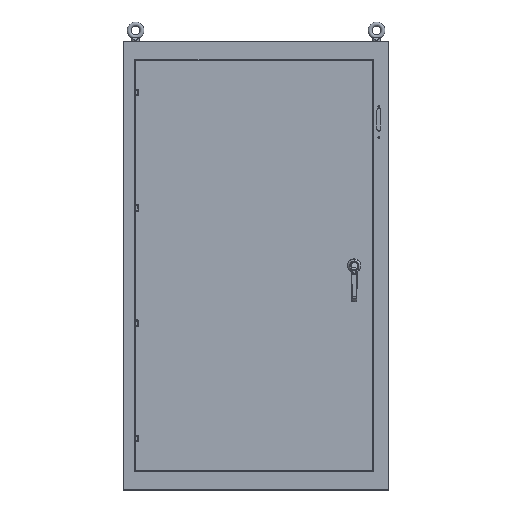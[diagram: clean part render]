
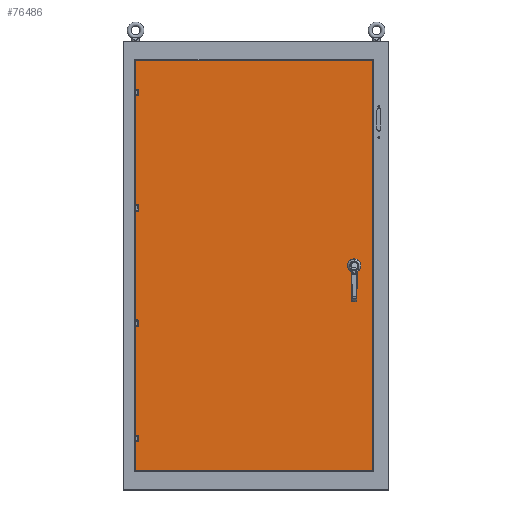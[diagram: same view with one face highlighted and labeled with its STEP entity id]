
A CAD part, top view. The second image highlights one B-rep face of the part: STEP entity #76486.
In plain terms, the highlighted planar face has unit normal (0, 0, 1).
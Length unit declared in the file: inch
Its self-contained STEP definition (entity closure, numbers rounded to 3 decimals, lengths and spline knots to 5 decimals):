
#3642 = ORIENTED_EDGE ( 'NONE', *, *, #181344, .T. ) ;
#4698 = VERTEX_POINT ( 'NONE', #179592 ) ;
#12668 = LINE ( 'NONE', #157136, #28286 ) ;
#12904 = VECTOR ( 'NONE', #159017, 39.37008 ) ;
#15285 = FACE_OUTER_BOUND ( 'NONE', #96173, .T. ) ;
#16522 = ORIENTED_EDGE ( 'NONE', *, *, #27116, .T. ) ;
#19920 = ORIENTED_EDGE ( 'NONE', *, *, #181376, .T. ) ;
#27116 = EDGE_CURVE ( 'NONE', #4698, #44599, #47355, .T. ) ;
#28141 = ORIENTED_EDGE ( 'NONE', *, *, #122028, .T. ) ;
#28286 = VECTOR ( 'NONE', #71374, 39.37008 ) ;
#43513 = EDGE_CURVE ( 'NONE', #168101, #45062, #85400, .T. ) ;
#44599 = VERTEX_POINT ( 'NONE', #175426 ) ;
#45062 = VERTEX_POINT ( 'NONE', #162287 ) ;
#46082 = DIRECTION ( 'NONE',  ( 0., 0., -1. ) ) ;
#46421 = CARTESIAN_POINT ( 'NONE',  ( -0.2812, 31.15, 10.058 ) ) ;
#47355 = LINE ( 'NONE', #46421, #135299 ) ;
#53805 = CARTESIAN_POINT ( 'NONE',  ( 14.90384, 0., 10.058 ) ) ;
#61734 = AXIS2_PLACEMENT_3D ( 'NONE', #53805, #157854, #84659 ) ;
#67889 = CIRCLE ( 'NONE', #61734, 0.43307 ) ;
#71374 = DIRECTION ( 'NONE',  ( 0., -1., 0. ) ) ;
#76486 = ADVANCED_FACE ( 'NONE', ( #133724, #15285 ), #92286, .F. ) ;
#84659 = DIRECTION ( 'NONE',  ( -1., 0., 0. ) ) ;
#85400 = LINE ( 'NONE', #100794, #155960 ) ;
#92286 = PLANE ( 'NONE',  #180575 ) ;
#96173 = EDGE_LOOP ( 'NONE', ( #19920, #152249, #3642, #16522 ) ) ;
#100282 = CARTESIAN_POINT ( 'NONE',  ( 17.7125, 0., 10.058 ) ) ;
#100794 = CARTESIAN_POINT ( 'NONE',  ( -0.2812, -31.15, 10.058 ) ) ;
#107807 = VERTEX_POINT ( 'NONE', #133822 ) ;
#107988 = CARTESIAN_POINT ( 'NONE',  ( -18.2749, -31.15, 10.058 ) ) ;
#110417 = EDGE_LOOP ( 'NONE', ( #28141 ) ) ;
#122028 = EDGE_CURVE ( 'NONE', #107807, #107807, #67889, .T. ) ;
#130146 = LINE ( 'NONE', #100282, #12904 ) ;
#133724 = FACE_BOUND ( 'NONE', #110417, .T. ) ;
#133822 = CARTESIAN_POINT ( 'NONE',  ( 14.47077, 0., 10.058 ) ) ;
#134674 = CARTESIAN_POINT ( 'NONE',  ( -0.2812, 0., 10.058 ) ) ;
#135011 = DIRECTION ( 'NONE',  ( -1., 0., 0. ) ) ;
#135299 = VECTOR ( 'NONE', #135011, 39.37008 ) ;
#141309 = DIRECTION ( 'NONE',  ( 1., 0., 0. ) ) ;
#148189 = DIRECTION ( 'NONE',  ( -1., 0., 0. ) ) ;
#152249 = ORIENTED_EDGE ( 'NONE', *, *, #43513, .T. ) ;
#155960 = VECTOR ( 'NONE', #141309, 39.37008 ) ;
#157136 = CARTESIAN_POINT ( 'NONE',  ( -18.2749, 0., 10.058 ) ) ;
#157854 = DIRECTION ( 'NONE',  ( 0., 0., -1. ) ) ;
#159017 = DIRECTION ( 'NONE',  ( 0., 1., 0. ) ) ;
#162287 = CARTESIAN_POINT ( 'NONE',  ( 17.7125, -31.15, 10.058 ) ) ;
#168101 = VERTEX_POINT ( 'NONE', #107988 ) ;
#175426 = CARTESIAN_POINT ( 'NONE',  ( -18.2749, 31.15, 10.058 ) ) ;
#179592 = CARTESIAN_POINT ( 'NONE',  ( 17.7125, 31.15, 10.058 ) ) ;
#180575 = AXIS2_PLACEMENT_3D ( 'NONE', #134674, #46082, #148189 ) ;
#181344 = EDGE_CURVE ( 'NONE', #45062, #4698, #130146, .T. ) ;
#181376 = EDGE_CURVE ( 'NONE', #44599, #168101, #12668, .T. ) ;
